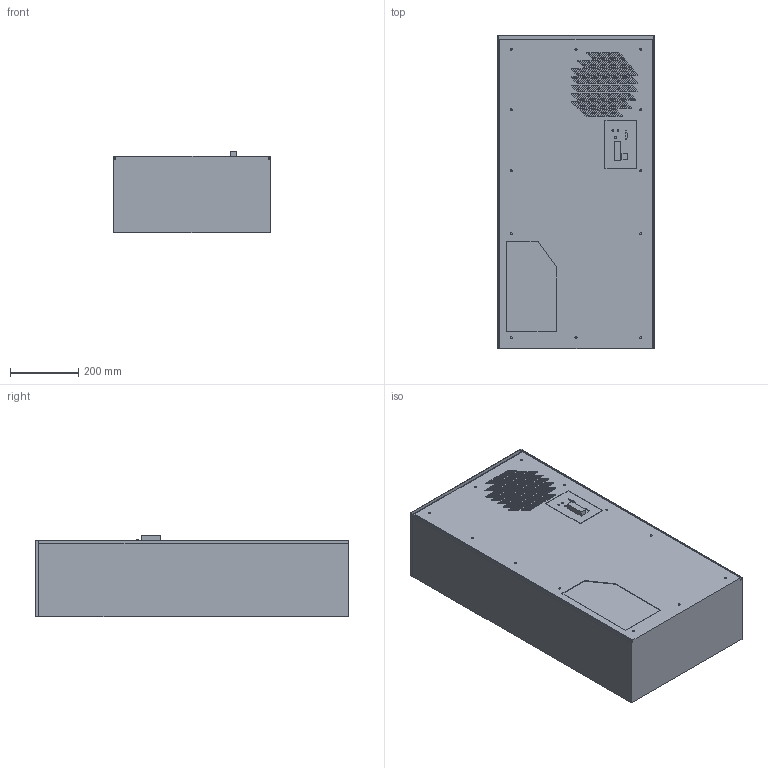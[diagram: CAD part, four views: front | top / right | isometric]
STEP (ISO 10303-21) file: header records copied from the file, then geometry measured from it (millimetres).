
FILE_DESCRIPTION (( 'STEP AP203' ), '1' );
FILE_NAME ('HEX100PG.STEP', '2019-11-22T06:44:05', ( '' ), ( '' ), 'SwSTEP 2.0', 'SolidWorks 2011', '' );
FILE_SCHEMA (( 'CONFIG_CONTROL_DESIGN' ));
Products named in the file (1): HEX100PG
Bounding box: 459 x 917 x 240 mm (x, y, z)
Volume: 93158993.3 mm3; surface area: 1589850.8 mm2
Topology: 1 solids, 1 shells, 4216 faces, 10521 edges, 7014 vertices
Faces by surface type: plane 2122, cylinder 2094
Entity records: 127090 total; most frequent: DIRECTION 23143, CARTESIAN_POINT 21752, ORIENTED_EDGE 21042, EDGE_CURVE 10521, AXIS2_PLACEMENT_3D 8405, VERTEX_POINT 7014, LINE 6333, VECTOR 6333
